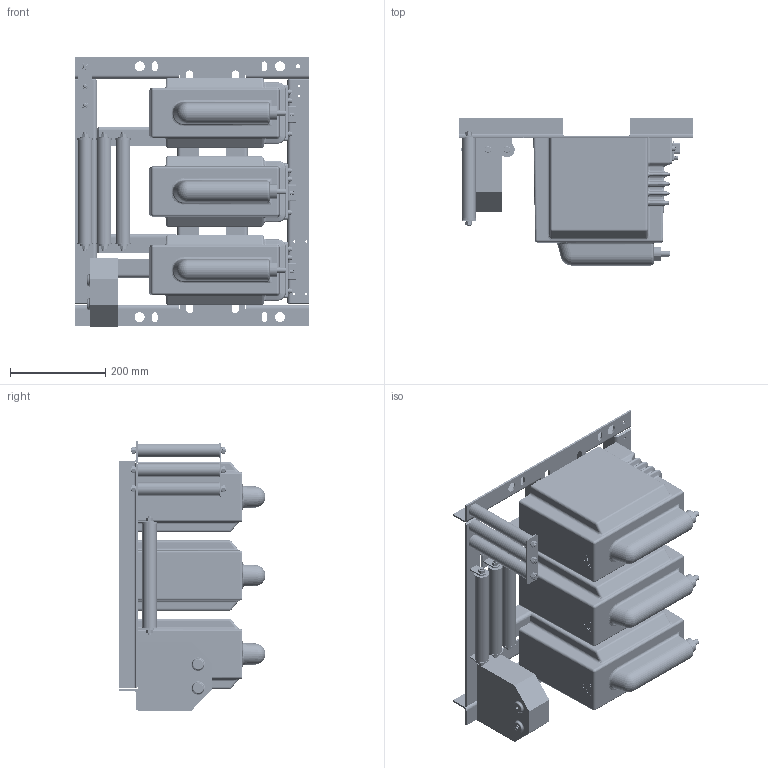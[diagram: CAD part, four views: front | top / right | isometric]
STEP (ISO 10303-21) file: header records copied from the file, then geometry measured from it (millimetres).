
FILE_DESCRIPTION(('STEP AP242'), '1');
FILE_NAME('ÝÊ.1.756.008 3õÇÍÎËÏ Ì6 ÒÀ 3-6-10êÂ', '', ('UNSPECIFIED'), ('UNSPECIFIED'), 'ASCON STEP Converter 1.6', 'ASCON Math Kernel', '');
FILE_SCHEMA(('AP242_MANAGED_MODEL_BASED_3D_ENGINEERING_MIM_LF { 1 0 10303 442 1 1 4 }'));
Length unit declared in the file: millimetre
Products named in the file (35): 3ﾍﾎﾋ-10 ﾌ1 ﾒﾀ; 4; Modell ES 12 - Spannungswandler Version 2 - Assembly - 1%.SLDPRT; ﾌ6; ﾌ5; ES12-300046_Gewindedübel M12_Standard; 砱鋋; 3K.8.211.033; 3K.8.211.030
Assembly tree (90 placements, depth 4):
  3ﾍﾎﾋ-10 ﾌ1 ﾒﾀ
    (unnamed)
      (unnamed)
      (unnamed)
        (unnamed)
      (unnamed)
      (unnamed)  x2
      (unnamed)
      (unnamed)
      (unnamed)  x6
      (unnamed)  x2
    (unnamed)
    4  x3
    (unnamed)  x6
    (unnamed)  x3
    (unnamed)  x3
    (unnamed)
    (unnamed)  x3
    (unnamed)  x6
    (unnamed)  x6
    Modell ES 12 - Spannungswandler Version 2 - Assembly - 1%.SLDPRT  x3
      ﾌ6
      ﾌ6
      ﾌ5
      ES12-300046_Gewindedübel M12_Standard
      砱鋋
      3K.8.211.033
      3K.8.211.030
      (unnamed)
    (unnamed)  x15
      (unnamed)
      (unnamed)
      (unnamed)
    (unnamed)  x3
    (unnamed)  x3
Bounding box: 490 x 308.24 x 566 mm (x, y, z)
Volume: 28826584.8 mm3; surface area: 1914782.8 mm2
Topology: 161 solids, 161 shells, 4798 faces, 11640 edges, 7298 vertices
Faces by surface type: cylinder 1306, bspline 1230, plane 1189, cone 490, torus 274, extrusion 246, sphere 63
Full cylindrical faces by diameter (mm): 1.239 x3, 2 x12, 2.23 x3, 2.5 x3, 2.973 x6, 3 x6, 3.964 x18, 4 x18, 4.162 x12, 4.2 x3, 5 x27, 5.5 x3, 6 x35, 6.4 x15, 6.647 x6, 6.917 x6, 7 x15, 7.928 x18, 8 x30, 8.2 x2, 8.5 x10, 8.919 x18, 9 x15, 9.91 x30, 10 x45, 10.2 x12, 10.8 x2, 12 x32, 13 x12, 14.865 x12
Entity records: 73789 total; most frequent: CARTESIAN_POINT 23832, ORIENTED_EDGE 7042, DIRECTION 6410, EDGE_CURVE 3521, VERTEX_POINT 2375, AXIS2_PLACEMENT_3D 2172, VECTOR 2066, EDGE_LOOP 2060
